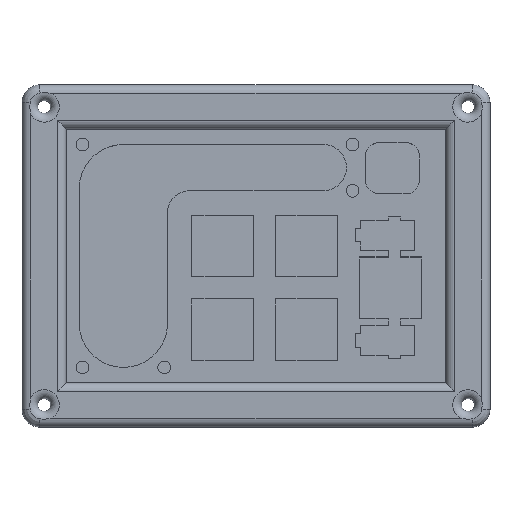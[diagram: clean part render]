
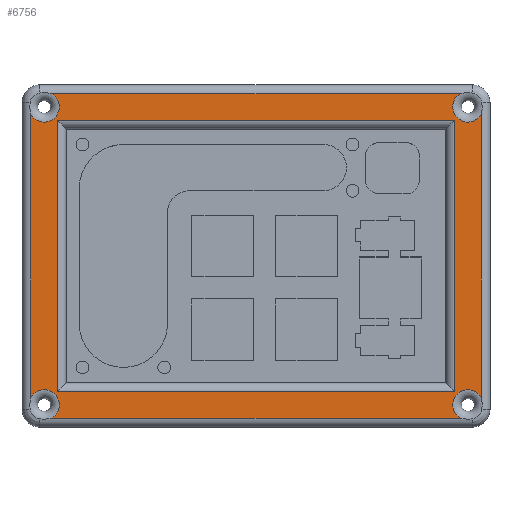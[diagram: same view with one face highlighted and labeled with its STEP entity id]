
A CAD part, top view. The second image highlights one B-rep face of the part: STEP entity #6756.
In plain terms, the highlighted planar face has unit normal (0, 0, 1).
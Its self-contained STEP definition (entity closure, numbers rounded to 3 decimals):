
#107=FACE_BOUND('',#782,.T.);
#207=PLANE('',#7247);
#380=FACE_OUTER_BOUND('',#781,.T.);
#781=EDGE_LOOP('',(#5052,#5053,#5054,#5055,#5056,#5057,#5058,#5059,#5060,
#5061));
#782=EDGE_LOOP('',(#5062,#5063,#5064,#5065));
#1281=LINE('',#10721,#1842);
#1284=LINE('',#10781,#1845);
#1288=LINE('',#10856,#1849);
#1291=LINE('',#10909,#1852);
#1293=LINE('',#10917,#1854);
#1295=LINE('',#10923,#1856);
#1298=LINE('',#10929,#1859);
#1304=LINE('',#10941,#1865);
#1842=VECTOR('',#8440,10.);
#1845=VECTOR('',#8467,10.);
#1849=VECTOR('',#8495,10.);
#1852=VECTOR('',#8524,10.);
#1854=VECTOR('',#8532,10.);
#1856=VECTOR('',#8538,10.);
#1859=VECTOR('',#8545,10.);
#1865=VECTOR('',#8557,10.);
#2218=CIRCLE('',#7196,3.45);
#2224=CIRCLE('',#7205,3.45);
#2228=CIRCLE('',#7209,3.45);
#2233=CIRCLE('',#7217,3.45);
#2241=CIRCLE('',#7228,3.45);
#2245=CIRCLE('',#7232,3.45);
#2819=VERTEX_POINT('',#10675);
#2820=VERTEX_POINT('',#10684);
#2824=VERTEX_POINT('',#10720);
#2828=VERTEX_POINT('',#10739);
#2831=VERTEX_POINT('',#10746);
#2834=VERTEX_POINT('',#10780);
#2839=VERTEX_POINT('',#10800);
#2840=VERTEX_POINT('',#10809);
#2848=VERTEX_POINT('',#10862);
#2851=VERTEX_POINT('',#10869);
#2855=VERTEX_POINT('',#10907);
#2856=VERTEX_POINT('',#10908);
#2859=VERTEX_POINT('',#10916);
#2861=VERTEX_POINT('',#10922);
#3606=EDGE_CURVE('',#2819,#2820,#2218,.T.);
#3612=EDGE_CURVE('',#2820,#2824,#1281,.T.);
#3618=EDGE_CURVE('',#2824,#2828,#2224,.T.);
#3622=EDGE_CURVE('',#2828,#2831,#2228,.T.);
#3627=EDGE_CURVE('',#2831,#2834,#1284,.T.);
#3634=EDGE_CURVE('',#2839,#2840,#2233,.T.);
#3645=EDGE_CURVE('',#2840,#2819,#1288,.T.);
#3648=EDGE_CURVE('',#2834,#2848,#2241,.T.);
#3652=EDGE_CURVE('',#2848,#2851,#2245,.T.);
#3659=EDGE_CURVE('',#2855,#2856,#1291,.T.);
#3663=EDGE_CURVE('',#2856,#2859,#1293,.T.);
#3666=EDGE_CURVE('',#2859,#2861,#1295,.T.);
#3670=EDGE_CURVE('',#2861,#2855,#1298,.T.);
#3676=EDGE_CURVE('',#2851,#2839,#1304,.T.);
#5052=ORIENTED_EDGE('',*,*,#3606,.F.);
#5053=ORIENTED_EDGE('',*,*,#3645,.F.);
#5054=ORIENTED_EDGE('',*,*,#3634,.F.);
#5055=ORIENTED_EDGE('',*,*,#3676,.F.);
#5056=ORIENTED_EDGE('',*,*,#3652,.F.);
#5057=ORIENTED_EDGE('',*,*,#3648,.F.);
#5058=ORIENTED_EDGE('',*,*,#3627,.F.);
#5059=ORIENTED_EDGE('',*,*,#3622,.F.);
#5060=ORIENTED_EDGE('',*,*,#3618,.F.);
#5061=ORIENTED_EDGE('',*,*,#3612,.F.);
#5062=ORIENTED_EDGE('',*,*,#3659,.F.);
#5063=ORIENTED_EDGE('',*,*,#3670,.F.);
#5064=ORIENTED_EDGE('',*,*,#3666,.F.);
#5065=ORIENTED_EDGE('',*,*,#3663,.F.);
#6756=ADVANCED_FACE('',(#380,#107),#207,.T.);
#7196=AXIS2_PLACEMENT_3D('',#10685,#8430,#8431);
#7205=AXIS2_PLACEMENT_3D('',#10740,#8451,#8452);
#7209=AXIS2_PLACEMENT_3D('',#10747,#8459,#8460);
#7217=AXIS2_PLACEMENT_3D('',#10810,#8478,#8479);
#7228=AXIS2_PLACEMENT_3D('',#10863,#8503,#8504);
#7232=AXIS2_PLACEMENT_3D('',#10870,#8511,#8512);
#7247=AXIS2_PLACEMENT_3D('',#10940,#8555,#8556);
#8430=DIRECTION('center_axis',(0.,0.,1.));
#8431=DIRECTION('ref_axis',(1.,0.,0.));
#8440=DIRECTION('',(-1.,0.,0.));
#8451=DIRECTION('center_axis',(0.,0.,1.));
#8452=DIRECTION('ref_axis',(1.,0.,0.));
#8459=DIRECTION('center_axis',(0.,0.,1.));
#8460=DIRECTION('ref_axis',(1.,0.,0.));
#8467=DIRECTION('',(0.,1.,0.));
#8478=DIRECTION('center_axis',(0.,0.,1.));
#8479=DIRECTION('ref_axis',(1.,0.,0.));
#8495=DIRECTION('',(0.,-1.,0.));
#8503=DIRECTION('center_axis',(0.,0.,1.));
#8504=DIRECTION('ref_axis',(1.,0.,0.));
#8511=DIRECTION('center_axis',(0.,0.,1.));
#8512=DIRECTION('ref_axis',(1.,0.,0.));
#8524=DIRECTION('',(-1.,0.,0.));
#8532=DIRECTION('',(0.,-1.,0.));
#8538=DIRECTION('',(1.,0.,0.));
#8545=DIRECTION('',(0.,1.,0.));
#8555=DIRECTION('center_axis',(0.,0.,1.));
#8556=DIRECTION('ref_axis',(1.,0.,0.));
#8557=DIRECTION('',(1.,0.,0.));
#10675=CARTESIAN_POINT('',(94.,-3.296,19.));
#10684=CARTESIAN_POINT('',(89.296,-8.,19.));
#10685=CARTESIAN_POINT('Origin',(91.,-5.,19.));
#10720=CARTESIAN_POINT('',(-3.296,-8.,19.));
#10721=CARTESIAN_POINT('',(16.5,-8.,19.));
#10739=CARTESIAN_POINT('',(-1.55,-5.,19.));
#10740=CARTESIAN_POINT('Origin',(-5.,-5.,19.));
#10746=CARTESIAN_POINT('',(-8.,-3.296,19.));
#10747=CARTESIAN_POINT('Origin',(-5.,-5.,19.));
#10780=CARTESIAN_POINT('',(-8.,60.796,19.));
#10781=CARTESIAN_POINT('',(-8.,48.125,19.));
#10800=CARTESIAN_POINT('',(89.296,65.5,19.));
#10809=CARTESIAN_POINT('',(94.,60.796,19.));
#10810=CARTESIAN_POINT('Origin',(91.,62.5,19.));
#10856=CARTESIAN_POINT('',(94.,9.375,19.));
#10862=CARTESIAN_POINT('',(-1.55,62.5,19.));
#10863=CARTESIAN_POINT('Origin',(-5.,62.5,19.));
#10869=CARTESIAN_POINT('',(-3.296,65.5,19.));
#10870=CARTESIAN_POINT('Origin',(-5.,62.5,19.));
#10907=CARTESIAN_POINT('',(88.,59.5,19.));
#10908=CARTESIAN_POINT('',(-2.,59.5,19.));
#10909=CARTESIAN_POINT('',(21.5,59.5,19.));
#10916=CARTESIAN_POINT('',(-2.,-2.,19.));
#10917=CARTESIAN_POINT('',(-2.,14.375,19.));
#10922=CARTESIAN_POINT('',(88.,-2.,19.));
#10923=CARTESIAN_POINT('',(64.5,-2.,19.));
#10929=CARTESIAN_POINT('',(88.,43.125,19.));
#10940=CARTESIAN_POINT('Origin',(43.,28.75,19.));
#10941=CARTESIAN_POINT('',(69.5,65.5,19.));
